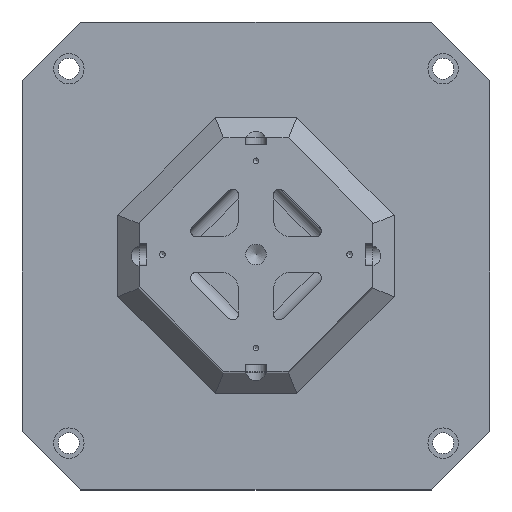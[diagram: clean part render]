
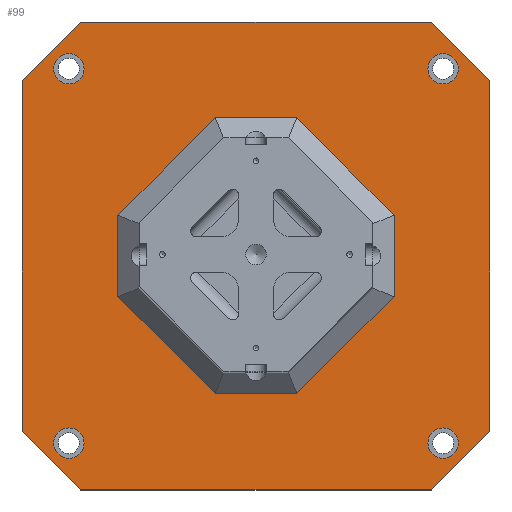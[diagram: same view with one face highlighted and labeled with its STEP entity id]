
A CAD part, top view. The second image highlights one B-rep face of the part: STEP entity #99.
In plain terms, the highlighted planar face has unit normal (0, 0, 1).
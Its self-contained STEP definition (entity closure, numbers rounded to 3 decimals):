
#99 = ADVANCED_FACE( '', ( #463, #464, #465, #466, #467, #468 ), #469, .F. );
#463 = FACE_BOUND( '', #1215, .T. );
#464 = FACE_BOUND( '', #1216, .T. );
#465 = FACE_BOUND( '', #1217, .T. );
#466 = FACE_BOUND( '', #1218, .T. );
#467 = FACE_BOUND( '', #1219, .T. );
#468 = FACE_OUTER_BOUND( '', #1220, .T. );
#469 = PLANE( '', #1221 );
#1215 = EDGE_LOOP( '', ( #2178 ) );
#1216 = EDGE_LOOP( '', ( #2179 ) );
#1217 = EDGE_LOOP( '', ( #2180 ) );
#1218 = EDGE_LOOP( '', ( #2181 ) );
#1219 = EDGE_LOOP( '', ( #2182, #2183, #2184, #2185, #2186, #2187, #2188, #2189 ) );
#1220 = EDGE_LOOP( '', ( #2190, #2191, #2192, #2193, #2194, #2195, #2196, #2197 ) );
#1221 = AXIS2_PLACEMENT_3D( '', #2198, #2199, #2200 );
#2178 = ORIENTED_EDGE( '', *, *, #3850, .T. );
#2179 = ORIENTED_EDGE( '', *, *, #3851, .T. );
#2180 = ORIENTED_EDGE( '', *, *, #3852, .T. );
#2181 = ORIENTED_EDGE( '', *, *, #3853, .T. );
#2182 = ORIENTED_EDGE( '', *, *, #3854, .T. );
#2183 = ORIENTED_EDGE( '', *, *, #3855, .T. );
#2184 = ORIENTED_EDGE( '', *, *, #3856, .T. );
#2185 = ORIENTED_EDGE( '', *, *, #3857, .T. );
#2186 = ORIENTED_EDGE( '', *, *, #3773, .T. );
#2187 = ORIENTED_EDGE( '', *, *, #3858, .T. );
#2188 = ORIENTED_EDGE( '', *, *, #3859, .T. );
#2189 = ORIENTED_EDGE( '', *, *, #3860, .T. );
#2190 = ORIENTED_EDGE( '', *, *, #3861, .T. );
#2191 = ORIENTED_EDGE( '', *, *, #3862, .T. );
#2192 = ORIENTED_EDGE( '', *, *, #3863, .T. );
#2193 = ORIENTED_EDGE( '', *, *, #3632, .T. );
#2194 = ORIENTED_EDGE( '', *, *, #3740, .T. );
#2195 = ORIENTED_EDGE( '', *, *, #3864, .T. );
#2196 = ORIENTED_EDGE( '', *, *, #3865, .T. );
#2197 = ORIENTED_EDGE( '', *, *, #3866, .T. );
#2198 = CARTESIAN_POINT( '', ( -200., 200., 40. ) );
#2199 = DIRECTION( '', ( 0., 0., -1. ) );
#2200 = DIRECTION( '', ( -1., 0., 0. ) );
#3632 = EDGE_CURVE( '', #4146, #4147, #4148, .F. );
#3740 = EDGE_CURVE( '', #4147, #4348, #4350, .T. );
#3773 = EDGE_CURVE( '', #4406, #4410, #4412, .T. );
#3850 = EDGE_CURVE( '', #4553, #4553, #4554, .T. );
#3851 = EDGE_CURVE( '', #4555, #4555, #4556, .T. );
#3852 = EDGE_CURVE( '', #4557, #4557, #4558, .T. );
#3853 = EDGE_CURVE( '', #4559, #4559, #4560, .T. );
#3854 = EDGE_CURVE( '', #4561, #4562, #4563, .T. );
#3855 = EDGE_CURVE( '', #4562, #4564, #4565, .T. );
#3856 = EDGE_CURVE( '', #4564, #4566, #4567, .T. );
#3857 = EDGE_CURVE( '', #4566, #4406, #4568, .T. );
#3858 = EDGE_CURVE( '', #4410, #4569, #4570, .T. );
#3859 = EDGE_CURVE( '', #4569, #4571, #4572, .T. );
#3860 = EDGE_CURVE( '', #4571, #4561, #4573, .T. );
#3861 = EDGE_CURVE( '', #4574, #4575, #4576, .T. );
#3862 = EDGE_CURVE( '', #4575, #4577, #4578, .F. );
#3863 = EDGE_CURVE( '', #4577, #4146, #4579, .T. );
#3864 = EDGE_CURVE( '', #4348, #4580, #4581, .F. );
#3865 = EDGE_CURVE( '', #4580, #4582, #4583, .T. );
#3866 = EDGE_CURVE( '', #4582, #4574, #4584, .F. );
#4146 = VERTEX_POINT( '', #5022 );
#4147 = VERTEX_POINT( '', #5023 );
#4148 = LINE( '', #5024, #5025 );
#4348 = VERTEX_POINT( '', #5291 );
#4350 = LINE( '', #5294, #5295 );
#4406 = VERTEX_POINT( '', #5361 );
#4410 = VERTEX_POINT( '', #5367 );
#4412 = LINE( '', #5370, #5371 );
#4553 = VERTEX_POINT( '', #5545 );
#4554 = CIRCLE( '', #5546, 13. );
#4555 = VERTEX_POINT( '', #5547 );
#4556 = CIRCLE( '', #5548, 13. );
#4557 = VERTEX_POINT( '', #5549 );
#4558 = CIRCLE( '', #5550, 13. );
#4559 = VERTEX_POINT( '', #5551 );
#4560 = CIRCLE( '', #5552, 13. );
#4561 = VERTEX_POINT( '', #5553 );
#4562 = VERTEX_POINT( '', #5554 );
#4563 = LINE( '', #5555, #5556 );
#4564 = VERTEX_POINT( '', #5557 );
#4565 = LINE( '', #5558, #5559 );
#4566 = VERTEX_POINT( '', #5560 );
#4567 = LINE( '', #5561, #5562 );
#4568 = LINE( '', #5563, #5564 );
#4569 = VERTEX_POINT( '', #5565 );
#4570 = LINE( '', #5566, #5567 );
#4571 = VERTEX_POINT( '', #5568 );
#4572 = LINE( '', #5569, #5570 );
#4573 = LINE( '', #5571, #5572 );
#4574 = VERTEX_POINT( '', #5573 );
#4575 = VERTEX_POINT( '', #5574 );
#4576 = LINE( '', #5575, #5576 );
#4577 = VERTEX_POINT( '', #5577 );
#4578 = LINE( '', #5578, #5579 );
#4579 = LINE( '', #5580, #5581 );
#4580 = VERTEX_POINT( '', #5582 );
#4581 = LINE( '', #5583, #5584 );
#4582 = VERTEX_POINT( '', #5585 );
#4583 = LINE( '', #5586, #5587 );
#4584 = LINE( '', #5588, #5589 );
#5022 = CARTESIAN_POINT( '', ( -150., 200., 40. ) );
#5023 = CARTESIAN_POINT( '', ( -200., 150., 40. ) );
#5024 = CARTESIAN_POINT( '', ( -200., 150., 40. ) );
#5025 = VECTOR( '', #6322, 1000. );
#5291 = CARTESIAN_POINT( '', ( -200., -150., 40. ) );
#5294 = CARTESIAN_POINT( '', ( -200., 200., 40. ) );
#5295 = VECTOR( '', #6507, 1000. );
#5361 = CARTESIAN_POINT( '', ( 34.956, 118., 40. ) );
#5367 = CARTESIAN_POINT( '', ( 118., 34.956, 40. ) );
#5370 = CARTESIAN_POINT( '', ( -123.522, 276.478, 40. ) );
#5371 = VECTOR( '', #6578, 1000. );
#5545 = CARTESIAN_POINT( '', ( -160., 147., 40. ) );
#5546 = AXIS2_PLACEMENT_3D( '', #6741, #6742, #6743 );
#5547 = CARTESIAN_POINT( '', ( -160., -173., 40. ) );
#5548 = AXIS2_PLACEMENT_3D( '', #6744, #6745, #6746 );
#5549 = CARTESIAN_POINT( '', ( 160., -173., 40. ) );
#5550 = AXIS2_PLACEMENT_3D( '', #6747, #6748, #6749 );
#5551 = CARTESIAN_POINT( '', ( 160., 147., 40. ) );
#5552 = AXIS2_PLACEMENT_3D( '', #6750, #6751, #6752 );
#5553 = CARTESIAN_POINT( '', ( -34.956, -118., 40. ) );
#5554 = CARTESIAN_POINT( '', ( -118., -34.956, 40. ) );
#5555 = CARTESIAN_POINT( '', ( -276.478, 123.522, 40. ) );
#5556 = VECTOR( '', #6753, 1000. );
#5557 = CARTESIAN_POINT( '', ( -118., 34.956, 40. ) );
#5558 = CARTESIAN_POINT( '', ( -118., 200., 40. ) );
#5559 = VECTOR( '', #6754, 1000. );
#5560 = CARTESIAN_POINT( '', ( -34.956, 118., 40. ) );
#5561 = CARTESIAN_POINT( '', ( -76.478, 76.478, 40. ) );
#5562 = VECTOR( '', #6755, 1000. );
#5563 = CARTESIAN_POINT( '', ( -200., 118., 40. ) );
#5564 = VECTOR( '', #6756, 1000. );
#5565 = CARTESIAN_POINT( '', ( 118., -34.956, 40. ) );
#5566 = CARTESIAN_POINT( '', ( 118., 200., 40. ) );
#5567 = VECTOR( '', #6757, 1000. );
#5568 = CARTESIAN_POINT( '', ( 34.956, -118., 40. ) );
#5569 = CARTESIAN_POINT( '', ( 76.478, -76.478, 40. ) );
#5570 = VECTOR( '', #6758, 1000. );
#5571 = CARTESIAN_POINT( '', ( -200., -118., 40. ) );
#5572 = VECTOR( '', #6759, 1000. );
#5573 = CARTESIAN_POINT( '', ( 200., -150., 40. ) );
#5574 = CARTESIAN_POINT( '', ( 200., 150., 40. ) );
#5575 = CARTESIAN_POINT( '', ( 200., -200., 40. ) );
#5576 = VECTOR( '', #6760, 1000. );
#5577 = CARTESIAN_POINT( '', ( 150., 200., 40. ) );
#5578 = CARTESIAN_POINT( '', ( 150., 200., 40. ) );
#5579 = VECTOR( '', #6761, 1000. );
#5580 = CARTESIAN_POINT( '', ( 200., 200., 40. ) );
#5581 = VECTOR( '', #6762, 1000. );
#5582 = CARTESIAN_POINT( '', ( -150., -200., 40. ) );
#5583 = CARTESIAN_POINT( '', ( -150., -200., 40. ) );
#5584 = VECTOR( '', #6763, 1000. );
#5585 = CARTESIAN_POINT( '', ( 150., -200., 40. ) );
#5586 = CARTESIAN_POINT( '', ( -200., -200., 40. ) );
#5587 = VECTOR( '', #6764, 1000. );
#5588 = CARTESIAN_POINT( '', ( 200., -150., 40. ) );
#5589 = VECTOR( '', #6765, 1000. );
#6322 = DIRECTION( '', ( 0.707, 0.707, 0. ) );
#6507 = DIRECTION( '', ( 0., -1., 0. ) );
#6578 = DIRECTION( '', ( 0.707, -0.707, 0. ) );
#6741 = CARTESIAN_POINT( '', ( -160., 160., 40. ) );
#6742 = DIRECTION( '', ( 0., 0., -1. ) );
#6743 = DIRECTION( '', ( 0., -1., 0. ) );
#6744 = CARTESIAN_POINT( '', ( -160., -160., 40. ) );
#6745 = DIRECTION( '', ( 0., 0., -1. ) );
#6746 = DIRECTION( '', ( 0., -1., 0. ) );
#6747 = CARTESIAN_POINT( '', ( 160., -160., 40. ) );
#6748 = DIRECTION( '', ( 0., 0., -1. ) );
#6749 = DIRECTION( '', ( 0., -1., 0. ) );
#6750 = CARTESIAN_POINT( '', ( 160., 160., 40. ) );
#6751 = DIRECTION( '', ( 0., 0., -1. ) );
#6752 = DIRECTION( '', ( 0., -1., 0. ) );
#6753 = DIRECTION( '', ( -0.707, 0.707, 0. ) );
#6754 = DIRECTION( '', ( 0., 1., 0. ) );
#6755 = DIRECTION( '', ( 0.707, 0.707, 0. ) );
#6756 = DIRECTION( '', ( 1., 0., 0. ) );
#6757 = DIRECTION( '', ( 0., -1., 0. ) );
#6758 = DIRECTION( '', ( -0.707, -0.707, 0. ) );
#6759 = DIRECTION( '', ( -1., 0., 0. ) );
#6760 = DIRECTION( '', ( 0., 1., 0. ) );
#6761 = DIRECTION( '', ( 0.707, -0.707, 0. ) );
#6762 = DIRECTION( '', ( -1., 0., 0. ) );
#6763 = DIRECTION( '', ( -0.707, 0.707, 0. ) );
#6764 = DIRECTION( '', ( 1., 0., 0. ) );
#6765 = DIRECTION( '', ( -0.707, -0.707, 0. ) );
